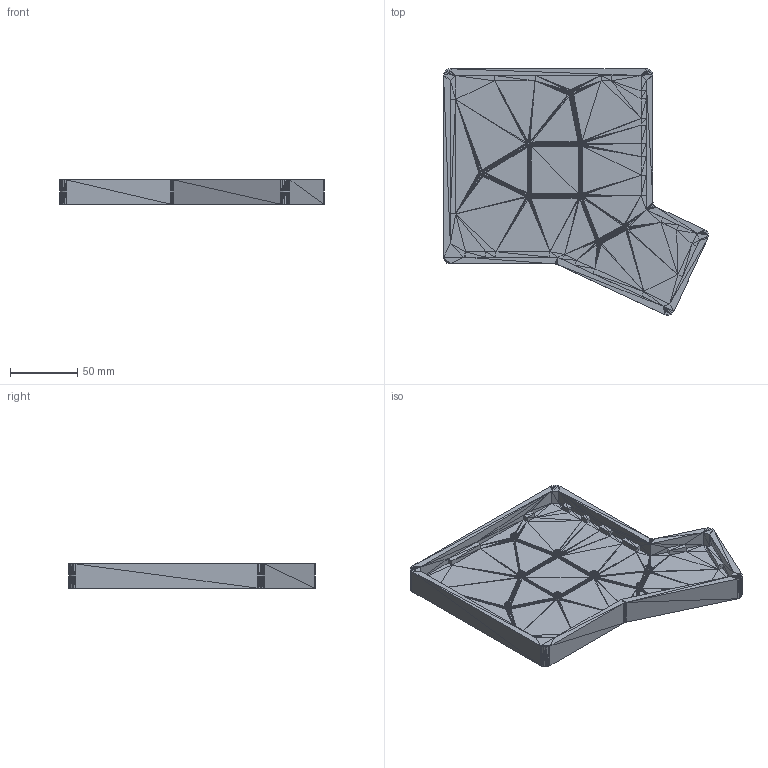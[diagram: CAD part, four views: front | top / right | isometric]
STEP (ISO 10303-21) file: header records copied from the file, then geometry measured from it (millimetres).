
FILE_DESCRIPTION(('FreeCAD Model'),'2;1');
FILE_NAME( 'ErgoMax-Left-Case.step', '2019-01-22T19:30:39',('Author'),(''), 'Open CASCADE STEP processor 7.2','FreeCAD','Unknown');
FILE_SCHEMA(('AUTOMOTIVE_DESIGN { 1 0 10303 214 1 1 1 1 }'));
Length unit declared in the file: millimetre
Products named in the file (1): ErgoMax_Left001_(Solid)
Bounding box: 196.47 x 182.77 x 18 mm (x, y, z)
Volume: 223761.5 mm3; surface area: 71877.5 mm2
Topology: 1 solids, 1 shells, 1200 faces, 1800 edges, 602 vertices
Faces by surface type: plane 1200
Entity records: 23433 total; most frequent: DIRECTION 4202, CARTESIAN_POINT 3603, ORIENTED_EDGE 3600, EDGE_CURVE 1800, LINE 1800, VECTOR 1800, AXIS2_PLACEMENT_3D 1201, ADVANCED_FACE 1200
